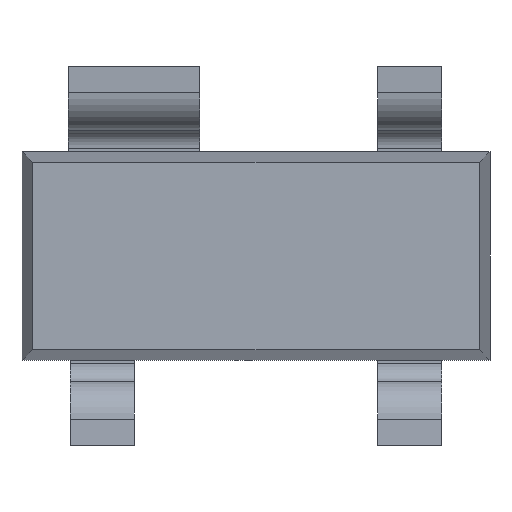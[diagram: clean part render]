
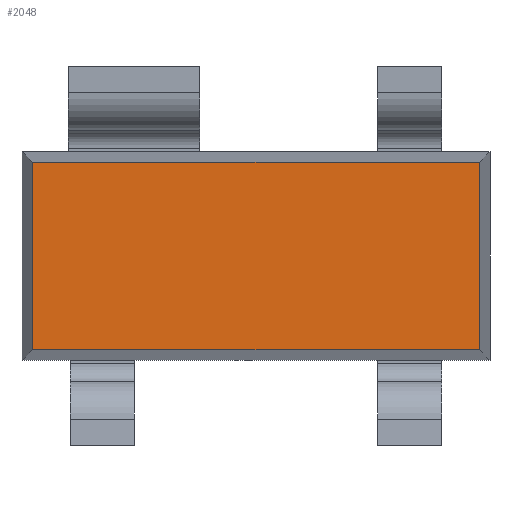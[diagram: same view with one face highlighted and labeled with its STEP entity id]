
A CAD part, front view. The second image highlights one B-rep face of the part: STEP entity #2048.
In plain terms, the highlighted planar face has unit normal (0, -1, 0).
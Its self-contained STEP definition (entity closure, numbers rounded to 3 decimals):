
#59 = DIRECTION ( 'NONE',  ( 0., 0., -1. ) ) ;
#138 = CARTESIAN_POINT ( 'NONE',  ( 0., 0.15, -0.584 ) ) ;
#166 = DIRECTION ( 'NONE',  ( 0., 0., 1. ) ) ;
#193 = VERTEX_POINT ( 'NONE', #1313 ) ;
#209 = EDGE_CURVE ( 'NONE', #1228, #882, #230, .T. ) ;
#220 = VERTEX_POINT ( 'NONE', #964 ) ;
#229 = CARTESIAN_POINT ( 'NONE',  ( -1.394, 0.15, 0.584 ) ) ;
#230 = LINE ( 'NONE', #1492, #1359 ) ;
#237 = DIRECTION ( 'NONE',  ( 0., 0., -1. ) ) ;
#342 = ORIENTED_EDGE ( 'NONE', *, *, #1131, .T. ) ;
#443 = VECTOR ( 'NONE', #1072, 1000. ) ;
#550 = CARTESIAN_POINT ( 'NONE',  ( 0., 0.15, 0.584 ) ) ;
#577 = FACE_OUTER_BOUND ( 'NONE', #891, .T. ) ;
#861 = AXIS2_PLACEMENT_3D ( 'NONE', #1602, #947, #237 ) ;
#863 = DIRECTION ( 'NONE',  ( 1., 0., 0. ) ) ;
#882 = VERTEX_POINT ( 'NONE', #972 ) ;
#891 = EDGE_LOOP ( 'NONE', ( #1257, #2225, #1831, #342 ) ) ;
#947 = DIRECTION ( 'NONE',  ( 0., -1., 0. ) ) ;
#964 = CARTESIAN_POINT ( 'NONE',  ( 1.394, 0.15, -0.584 ) ) ;
#972 = CARTESIAN_POINT ( 'NONE',  ( -1.394, 0.15, -0.584 ) ) ;
#1062 = CARTESIAN_POINT ( 'NONE',  ( 1.394, 0.15, 0. ) ) ;
#1072 = DIRECTION ( 'NONE',  ( -1., 0., 0. ) ) ;
#1081 = PLANE ( 'NONE',  #861 ) ;
#1082 = EDGE_CURVE ( 'NONE', #882, #220, #2208, .T. ) ;
#1131 = EDGE_CURVE ( 'NONE', #193, #1228, #1610, .T. ) ;
#1228 = VERTEX_POINT ( 'NONE', #229 ) ;
#1257 = ORIENTED_EDGE ( 'NONE', *, *, #209, .T. ) ;
#1266 = VECTOR ( 'NONE', #863, 1000. ) ;
#1313 = CARTESIAN_POINT ( 'NONE',  ( 1.394, 0.15, 0.584 ) ) ;
#1359 = VECTOR ( 'NONE', #59, 1000. ) ;
#1492 = CARTESIAN_POINT ( 'NONE',  ( -1.394, 0.15, 0. ) ) ;
#1602 = CARTESIAN_POINT ( 'NONE',  ( 0., 0.15, 0. ) ) ;
#1604 = EDGE_CURVE ( 'NONE', #220, #193, #1921, .T. ) ;
#1610 = LINE ( 'NONE', #550, #443 ) ;
#1831 = ORIENTED_EDGE ( 'NONE', *, *, #1604, .T. ) ;
#1837 = VECTOR ( 'NONE', #166, 1000. ) ;
#1921 = LINE ( 'NONE', #1062, #1837 ) ;
#2048 = ADVANCED_FACE ( 'NONE', ( #577 ), #1081, .T. ) ;
#2208 = LINE ( 'NONE', #138, #1266 ) ;
#2225 = ORIENTED_EDGE ( 'NONE', *, *, #1082, .T. ) ;
